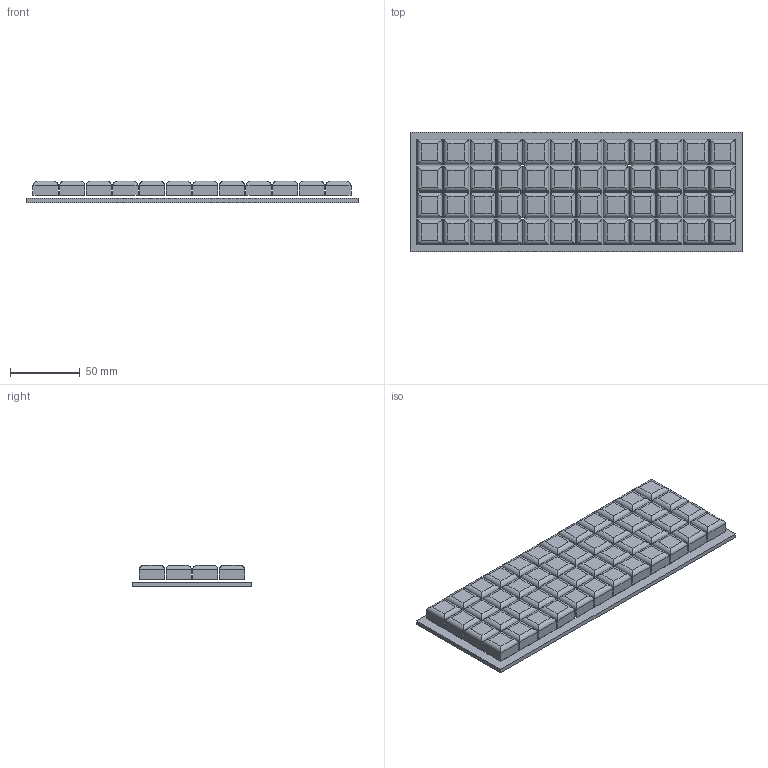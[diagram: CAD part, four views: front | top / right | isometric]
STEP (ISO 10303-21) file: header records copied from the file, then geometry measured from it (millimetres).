
FILE_DESCRIPTION(/* description */ (''),/* implementation_level */ '2;1');
FILE_NAME(/* name */ 'Keyboard.step',/* time_stamp */ '2024-03-15T17:11:24+01:00',/* author */ (''),/* organization */ (''),/* preprocessor_version */ 'ST-DEVELOPER v20',/* originating_system */ 'Autodesk Translation Framework v12.20.1.177',/* authorisation */ '');
FILE_SCHEMA (('AUTOMOTIVE_DESIGN { 1 0 10303 214 3 1 1 }'));
Length unit declared in the file: millimetre
Products named in the file (2): Keyboard; keycaps
Assembly tree (1 placements, depth 2):
  Keyboard
    keycaps
Bounding box: 237.55 x 85.15 x 15.2 mm (x, y, z)
Volume: 179587.8 mm3; surface area: 92981.2 mm2
Topology: 49 solids, 49 shells, 930 faces, 2148 edges, 1368 vertices
Faces by surface type: plane 730, cylinder 200
Full cylindrical faces by diameter (mm): 2.7 x4, 5 x4
Entity records: 25983 total; most frequent: CARTESIAN_POINT 4450, ORIENTED_EDGE 4296, DIRECTION 4224, EDGE_CURVE 2148, LINE 1940, VECTOR 1940, VERTEX_POINT 1368, AXIS2_PLACEMENT_3D 1142
